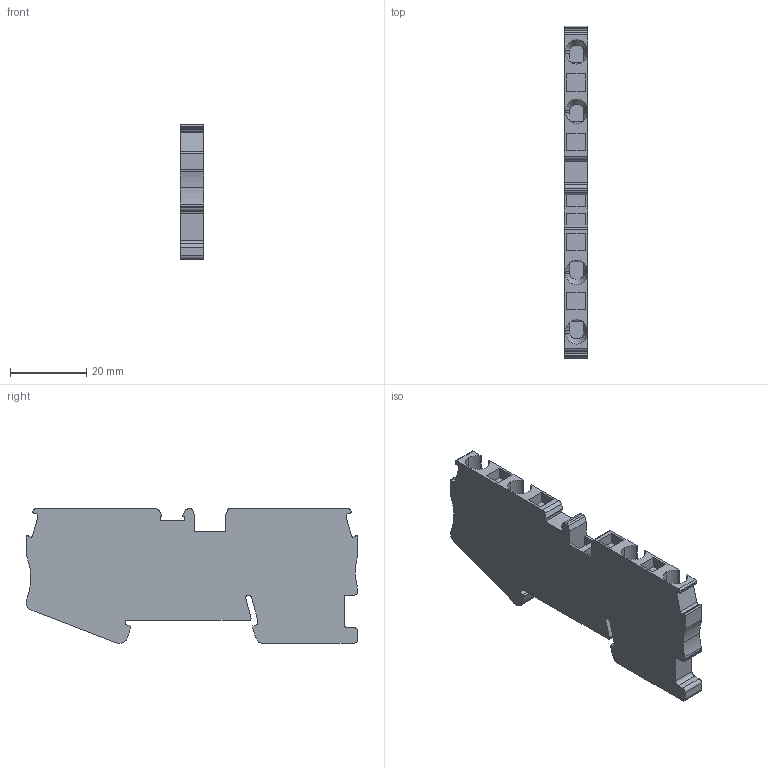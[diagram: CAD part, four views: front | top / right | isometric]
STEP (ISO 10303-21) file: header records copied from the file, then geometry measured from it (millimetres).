
FILE_DESCRIPTION(('STEP AP214'),'1');
FILE_NAME(' ',' ',('TraceParts'),('TraceParts S.A.'),'XStep 1.0',' ',' ');
FILE_SCHEMA(('automotive_design'));
Length unit declared in the file: millimetre
Products named in the file (1): NSYTRR44PEN
Bounding box: 6.15 x 87.1 x 35.25 mm (x, y, z)
Volume: 14750.5 mm3; surface area: 7741.4 mm2
Topology: 1 solids, 1 shells, 217 faces, 609 edges, 398 vertices
Faces by surface type: plane 121, cylinder 84, cone 12
Entity records: 7246 total; most frequent: CARTESIAN_POINT 1621, ORIENTED_EDGE 1218, DIRECTION 1129, EDGE_CURVE 609, LINE 405, VECTOR 405, VERTEX_POINT 398, AXIS2_PLACEMENT_3D 362
